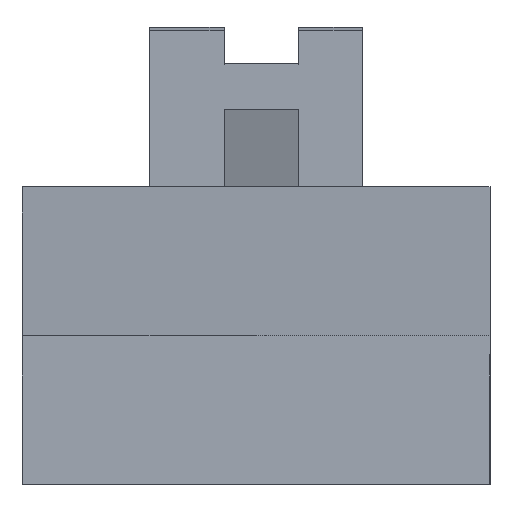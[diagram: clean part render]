
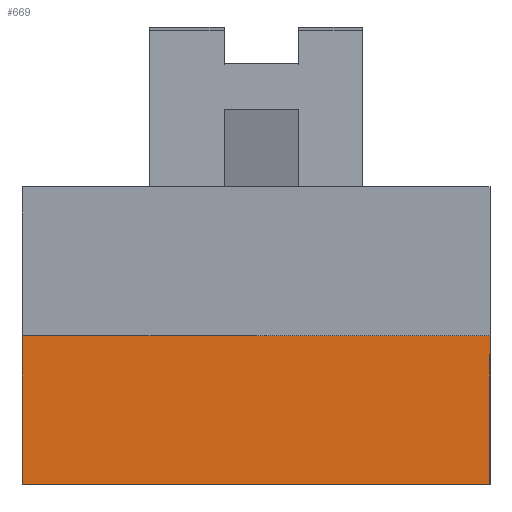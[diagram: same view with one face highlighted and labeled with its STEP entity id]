
A CAD part, left-side view. The second image highlights one B-rep face of the part: STEP entity #669.
In plain terms, the highlighted planar face has unit normal (-1, 0, 0).
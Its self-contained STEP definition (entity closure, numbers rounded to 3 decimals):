
#73=FACE_OUTER_BOUND('',#111,.T.);
#111=EDGE_LOOP('',(#582,#583,#584,#585));
#124=LINE('',#933,#202);
#132=LINE('',#949,#210);
#150=LINE('',#984,#228);
#192=LINE('',#1097,#270);
#202=VECTOR('',#754,10.);
#210=VECTOR('',#766,10.);
#228=VECTOR('',#790,10.);
#270=VECTOR('',#902,10.);
#279=VERTEX_POINT('',#930);
#280=VERTEX_POINT('',#932);
#286=VERTEX_POINT('',#947);
#300=VERTEX_POINT('',#983);
#342=EDGE_CURVE('',#279,#280,#124,.T.);
#350=EDGE_CURVE('',#286,#279,#132,.T.);
#368=EDGE_CURVE('',#300,#280,#150,.T.);
#426=EDGE_CURVE('',#300,#286,#192,.T.);
#582=ORIENTED_EDGE('',*,*,#426,.F.);
#583=ORIENTED_EDGE('',*,*,#368,.T.);
#584=ORIENTED_EDGE('',*,*,#342,.F.);
#585=ORIENTED_EDGE('',*,*,#350,.F.);
#640=PLANE('',#737);
#669=ADVANCED_FACE('',(#73),#640,.T.);
#737=AXIS2_PLACEMENT_3D('',#1098,#903,#904);
#754=DIRECTION('',(0.,1.,0.));
#766=DIRECTION('',(0.,0.,-1.));
#790=DIRECTION('',(0.,0.,-1.));
#902=DIRECTION('',(0.,-1.,0.));
#903=DIRECTION('center_axis',(-1.,0.,0.));
#904=DIRECTION('ref_axis',(0.,0.,1.));
#930=CARTESIAN_POINT('',(-68.,-6.,-18.5));
#932=CARTESIAN_POINT('',(-68.,16.,-18.5));
#933=CARTESIAN_POINT('',(-68.,-6.,-18.5));
#947=CARTESIAN_POINT('',(-68.,-6.,-11.5));
#949=CARTESIAN_POINT('',(-68.,-6.,-13.5));
#983=CARTESIAN_POINT('',(-68.,16.,-11.5));
#984=CARTESIAN_POINT('',(-68.,16.,-13.5));
#1097=CARTESIAN_POINT('',(-68.,0.,-11.5));
#1098=CARTESIAN_POINT('Origin',(-68.,0.,-13.5));
